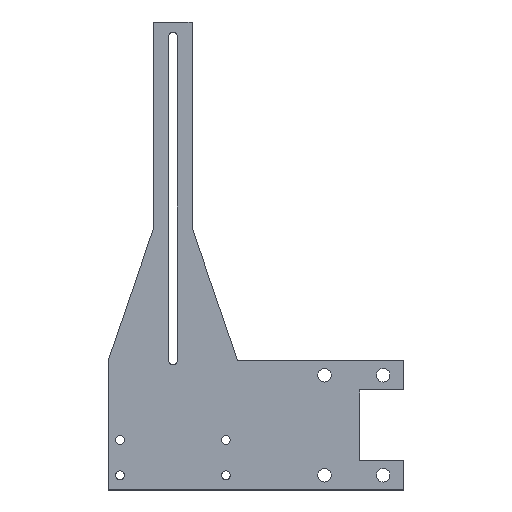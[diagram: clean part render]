
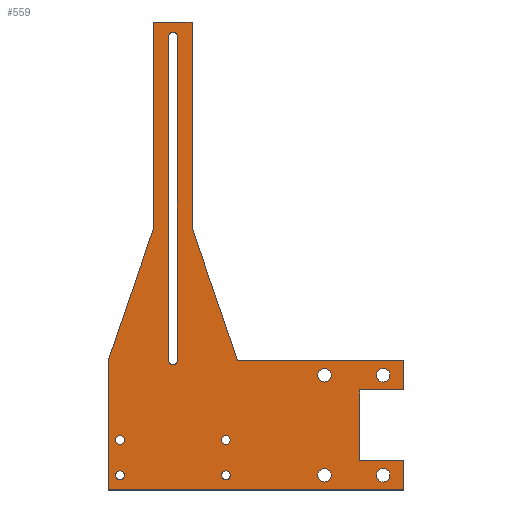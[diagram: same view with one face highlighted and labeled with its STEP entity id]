
A CAD part, top view. The second image highlights one B-rep face of the part: STEP entity #559.
In plain terms, the highlighted planar face has unit normal (0, 0, 1).
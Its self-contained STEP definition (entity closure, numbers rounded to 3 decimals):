
#15=FACE_BOUND('',#82,.T.);
#16=FACE_BOUND('',#83,.T.);
#17=FACE_BOUND('',#84,.T.);
#18=FACE_BOUND('',#85,.T.);
#19=FACE_BOUND('',#86,.T.);
#20=FACE_BOUND('',#87,.T.);
#21=FACE_BOUND('',#88,.T.);
#22=FACE_BOUND('',#89,.T.);
#23=FACE_BOUND('',#90,.T.);
#33=PLANE('',#611);
#53=FACE_OUTER_BOUND('',#81,.T.);
#81=EDGE_LOOP('',(#399,#400,#401,#402,#403,#404,#405,#406,#407,#408,#409,
#410,#411,#412));
#82=EDGE_LOOP('',(#413));
#83=EDGE_LOOP('',(#414));
#84=EDGE_LOOP('',(#415));
#85=EDGE_LOOP('',(#416));
#86=EDGE_LOOP('',(#417));
#87=EDGE_LOOP('',(#418));
#88=EDGE_LOOP('',(#419));
#89=EDGE_LOOP('',(#420));
#90=EDGE_LOOP('',(#421,#422,#423,#424));
#129=LINE('',#831,#187);
#130=LINE('',#833,#188);
#131=LINE('',#835,#189);
#132=LINE('',#837,#190);
#133=LINE('',#839,#191);
#134=LINE('',#841,#192);
#135=LINE('',#843,#193);
#136=LINE('',#845,#194);
#137=LINE('',#847,#195);
#138=LINE('',#849,#196);
#139=LINE('',#851,#197);
#140=LINE('',#853,#198);
#141=LINE('',#855,#199);
#142=LINE('',#856,#200);
#143=LINE('',#873,#201);
#144=LINE('',#874,#202);
#187=VECTOR('',#673,10.);
#188=VECTOR('',#674,10.);
#189=VECTOR('',#675,10.);
#190=VECTOR('',#676,10.);
#191=VECTOR('',#677,10.);
#192=VECTOR('',#678,10.);
#193=VECTOR('',#679,10.);
#194=VECTOR('',#680,10.);
#195=VECTOR('',#681,10.);
#196=VECTOR('',#682,10.);
#197=VECTOR('',#683,10.);
#198=VECTOR('',#684,10.);
#199=VECTOR('',#685,10.);
#200=VECTOR('',#686,10.);
#201=VECTOR('',#703,10.);
#202=VECTOR('',#704,10.);
#242=CIRCLE('',#607,1.5);
#244=CIRCLE('',#610,1.5);
#245=CIRCLE('',#612,2.3);
#246=CIRCLE('',#613,2.3);
#247=CIRCLE('',#614,2.3);
#248=CIRCLE('',#615,2.3);
#249=CIRCLE('',#616,1.5);
#250=CIRCLE('',#617,1.5);
#251=CIRCLE('',#618,1.5);
#252=CIRCLE('',#619,1.5);
#263=VERTEX_POINT('',#814);
#264=VERTEX_POINT('',#816);
#267=VERTEX_POINT('',#823);
#268=VERTEX_POINT('',#825);
#269=VERTEX_POINT('',#829);
#270=VERTEX_POINT('',#830);
#271=VERTEX_POINT('',#832);
#272=VERTEX_POINT('',#834);
#273=VERTEX_POINT('',#836);
#274=VERTEX_POINT('',#838);
#275=VERTEX_POINT('',#840);
#276=VERTEX_POINT('',#842);
#277=VERTEX_POINT('',#844);
#278=VERTEX_POINT('',#846);
#279=VERTEX_POINT('',#848);
#280=VERTEX_POINT('',#850);
#281=VERTEX_POINT('',#852);
#282=VERTEX_POINT('',#854);
#283=VERTEX_POINT('',#857);
#284=VERTEX_POINT('',#859);
#285=VERTEX_POINT('',#861);
#286=VERTEX_POINT('',#863);
#287=VERTEX_POINT('',#865);
#288=VERTEX_POINT('',#867);
#289=VERTEX_POINT('',#869);
#290=VERTEX_POINT('',#871);
#315=EDGE_CURVE('',#264,#263,#242,.T.);
#319=EDGE_CURVE('',#268,#267,#244,.T.);
#321=EDGE_CURVE('',#269,#270,#129,.T.);
#322=EDGE_CURVE('',#270,#271,#130,.T.);
#323=EDGE_CURVE('',#271,#272,#131,.T.);
#324=EDGE_CURVE('',#272,#273,#132,.T.);
#325=EDGE_CURVE('',#273,#274,#133,.T.);
#326=EDGE_CURVE('',#274,#275,#134,.T.);
#327=EDGE_CURVE('',#275,#276,#135,.T.);
#328=EDGE_CURVE('',#276,#277,#136,.T.);
#329=EDGE_CURVE('',#277,#278,#137,.T.);
#330=EDGE_CURVE('',#278,#279,#138,.T.);
#331=EDGE_CURVE('',#279,#280,#139,.T.);
#332=EDGE_CURVE('',#280,#281,#140,.T.);
#333=EDGE_CURVE('',#281,#282,#141,.T.);
#334=EDGE_CURVE('',#282,#269,#142,.T.);
#335=EDGE_CURVE('',#283,#283,#245,.T.);
#336=EDGE_CURVE('',#284,#284,#246,.T.);
#337=EDGE_CURVE('',#285,#285,#247,.T.);
#338=EDGE_CURVE('',#286,#286,#248,.T.);
#339=EDGE_CURVE('',#287,#287,#249,.T.);
#340=EDGE_CURVE('',#288,#288,#250,.T.);
#341=EDGE_CURVE('',#289,#289,#251,.T.);
#342=EDGE_CURVE('',#290,#290,#252,.T.);
#343=EDGE_CURVE('',#263,#268,#143,.T.);
#344=EDGE_CURVE('',#267,#264,#144,.T.);
#399=ORIENTED_EDGE('',*,*,#321,.T.);
#400=ORIENTED_EDGE('',*,*,#322,.T.);
#401=ORIENTED_EDGE('',*,*,#323,.T.);
#402=ORIENTED_EDGE('',*,*,#324,.T.);
#403=ORIENTED_EDGE('',*,*,#325,.T.);
#404=ORIENTED_EDGE('',*,*,#326,.T.);
#405=ORIENTED_EDGE('',*,*,#327,.T.);
#406=ORIENTED_EDGE('',*,*,#328,.T.);
#407=ORIENTED_EDGE('',*,*,#329,.T.);
#408=ORIENTED_EDGE('',*,*,#330,.T.);
#409=ORIENTED_EDGE('',*,*,#331,.T.);
#410=ORIENTED_EDGE('',*,*,#332,.T.);
#411=ORIENTED_EDGE('',*,*,#333,.T.);
#412=ORIENTED_EDGE('',*,*,#334,.T.);
#413=ORIENTED_EDGE('',*,*,#335,.T.);
#414=ORIENTED_EDGE('',*,*,#336,.T.);
#415=ORIENTED_EDGE('',*,*,#337,.T.);
#416=ORIENTED_EDGE('',*,*,#338,.T.);
#417=ORIENTED_EDGE('',*,*,#339,.T.);
#418=ORIENTED_EDGE('',*,*,#340,.T.);
#419=ORIENTED_EDGE('',*,*,#341,.T.);
#420=ORIENTED_EDGE('',*,*,#342,.T.);
#421=ORIENTED_EDGE('',*,*,#315,.T.);
#422=ORIENTED_EDGE('',*,*,#343,.T.);
#423=ORIENTED_EDGE('',*,*,#319,.T.);
#424=ORIENTED_EDGE('',*,*,#344,.T.);
#559=ADVANCED_FACE('',(#53,#15,#16,#17,#18,#19,#20,#21,#22,#23),#33,.T.);
#607=AXIS2_PLACEMENT_3D('',#817,#660,#661);
#610=AXIS2_PLACEMENT_3D('',#826,#668,#669);
#611=AXIS2_PLACEMENT_3D('',#828,#671,#672);
#612=AXIS2_PLACEMENT_3D('',#858,#687,#688);
#613=AXIS2_PLACEMENT_3D('',#860,#689,#690);
#614=AXIS2_PLACEMENT_3D('',#862,#691,#692);
#615=AXIS2_PLACEMENT_3D('',#864,#693,#694);
#616=AXIS2_PLACEMENT_3D('',#866,#695,#696);
#617=AXIS2_PLACEMENT_3D('',#868,#697,#698);
#618=AXIS2_PLACEMENT_3D('',#870,#699,#700);
#619=AXIS2_PLACEMENT_3D('',#872,#701,#702);
#660=DIRECTION('center_axis',(0.,0.,-1.));
#661=DIRECTION('ref_axis',(-1.,0.,0.));
#668=DIRECTION('center_axis',(0.,0.,-1.));
#669=DIRECTION('ref_axis',(1.,0.,0.));
#671=DIRECTION('center_axis',(0.,0.,1.));
#672=DIRECTION('ref_axis',(1.,0.,0.));
#673=DIRECTION('',(-1.,0.,0.));
#674=DIRECTION('',(0.,1.,0.));
#675=DIRECTION('',(-0.326,0.945,0.));
#676=DIRECTION('',(0.,1.,0.));
#677=DIRECTION('',(-1.,0.,0.));
#678=DIRECTION('',(0.,-1.,0.));
#679=DIRECTION('',(-0.326,-0.945,0.));
#680=DIRECTION('',(0.,-1.,0.));
#681=DIRECTION('',(1.,0.,0.));
#682=DIRECTION('',(0.,1.,0.));
#683=DIRECTION('',(-1.,0.,0.));
#684=DIRECTION('',(0.,1.,0.));
#685=DIRECTION('',(1.,0.,0.));
#686=DIRECTION('',(0.,1.,0.));
#687=DIRECTION('center_axis',(0.,0.,-1.));
#688=DIRECTION('ref_axis',(-1.,0.,0.));
#689=DIRECTION('center_axis',(0.,0.,-1.));
#690=DIRECTION('ref_axis',(-1.,0.,0.));
#691=DIRECTION('center_axis',(0.,0.,-1.));
#692=DIRECTION('ref_axis',(-1.,0.,0.));
#693=DIRECTION('center_axis',(0.,0.,-1.));
#694=DIRECTION('ref_axis',(-1.,0.,0.));
#695=DIRECTION('center_axis',(0.,0.,-1.));
#696=DIRECTION('ref_axis',(-1.,0.,0.));
#697=DIRECTION('center_axis',(0.,0.,-1.));
#698=DIRECTION('ref_axis',(-1.,0.,0.));
#699=DIRECTION('center_axis',(0.,0.,-1.));
#700=DIRECTION('ref_axis',(-1.,0.,0.));
#701=DIRECTION('center_axis',(0.,0.,-1.));
#702=DIRECTION('ref_axis',(-1.,0.,0.));
#703=DIRECTION('',(0.,1.,0.));
#704=DIRECTION('',(0.,-1.,0.));
#814=CARTESIAN_POINT('',(-53.,5.1,3.));
#816=CARTESIAN_POINT('',(-50.,5.1,3.));
#817=CARTESIAN_POINT('Origin',(-51.5,5.1,3.));
#823=CARTESIAN_POINT('',(-50.,115.1,3.));
#825=CARTESIAN_POINT('',(-53.,115.1,3.));
#826=CARTESIAN_POINT('Origin',(-51.5,115.1,3.));
#828=CARTESIAN_POINT('Origin',(-20.358,-17.,3.));
#829=CARTESIAN_POINT('',(27.,5.,3.));
#830=CARTESIAN_POINT('',(-29.5,5.,3.));
#831=CARTESIAN_POINT('',(-73.5,5.,3.));
#832=CARTESIAN_POINT('',(-29.5,5.1,3.));
#833=CARTESIAN_POINT('',(-29.5,5.,3.));
#834=CARTESIAN_POINT('',(-45.,50.1,3.));
#835=CARTESIAN_POINT('',(-29.5,5.1,3.));
#836=CARTESIAN_POINT('',(-45.,120.1,3.));
#837=CARTESIAN_POINT('',(-45.,5.1,3.));
#838=CARTESIAN_POINT('',(-58.,120.1,3.));
#839=CARTESIAN_POINT('',(-45.,120.1,3.));
#840=CARTESIAN_POINT('',(-58.,50.1,3.));
#841=CARTESIAN_POINT('',(-58.,120.1,3.));
#842=CARTESIAN_POINT('',(-73.5,5.1,3.));
#843=CARTESIAN_POINT('',(-58.,50.1,3.));
#844=CARTESIAN_POINT('',(-73.5,-39.,3.));
#845=CARTESIAN_POINT('',(-73.5,5.1,3.));
#846=CARTESIAN_POINT('',(27.,-39.,3.));
#847=CARTESIAN_POINT('',(27.,-39.,3.));
#848=CARTESIAN_POINT('',(27.,-29.,3.));
#849=CARTESIAN_POINT('',(27.,-29.,3.));
#850=CARTESIAN_POINT('',(12.,-29.,3.));
#851=CARTESIAN_POINT('',(12.,-29.,3.));
#852=CARTESIAN_POINT('',(12.,-5.,3.));
#853=CARTESIAN_POINT('',(12.,-5.,3.));
#854=CARTESIAN_POINT('',(27.,-5.,3.));
#855=CARTESIAN_POINT('',(27.,-5.,3.));
#856=CARTESIAN_POINT('',(27.,5.,3.));
#857=CARTESIAN_POINT('',(2.3,0.,3.));
#858=CARTESIAN_POINT('Origin',(0.,0.,3.));
#859=CARTESIAN_POINT('',(22.3,0.,3.));
#860=CARTESIAN_POINT('Origin',(20.,0.,3.));
#861=CARTESIAN_POINT('',(2.3,-34.,3.));
#862=CARTESIAN_POINT('Origin',(0.,-34.,3.));
#863=CARTESIAN_POINT('',(22.3,-34.,3.));
#864=CARTESIAN_POINT('Origin',(20.,-34.,3.));
#865=CARTESIAN_POINT('',(-68.,-34.,3.));
#866=CARTESIAN_POINT('Origin',(-69.5,-34.,3.));
#867=CARTESIAN_POINT('',(-32.,-34.,3.));
#868=CARTESIAN_POINT('Origin',(-33.5,-34.,3.));
#869=CARTESIAN_POINT('',(-32.,-22.,3.));
#870=CARTESIAN_POINT('Origin',(-33.5,-22.,3.));
#871=CARTESIAN_POINT('',(-68.,-22.,3.));
#872=CARTESIAN_POINT('Origin',(-69.5,-22.,3.));
#873=CARTESIAN_POINT('',(-53.,33.85,3.));
#874=CARTESIAN_POINT('',(-50.,88.85,3.));
